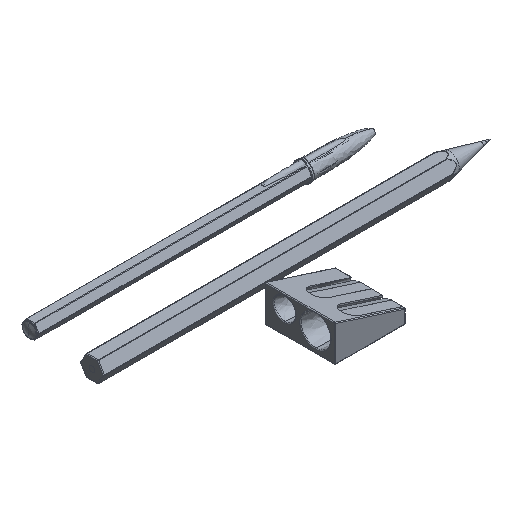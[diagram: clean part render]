
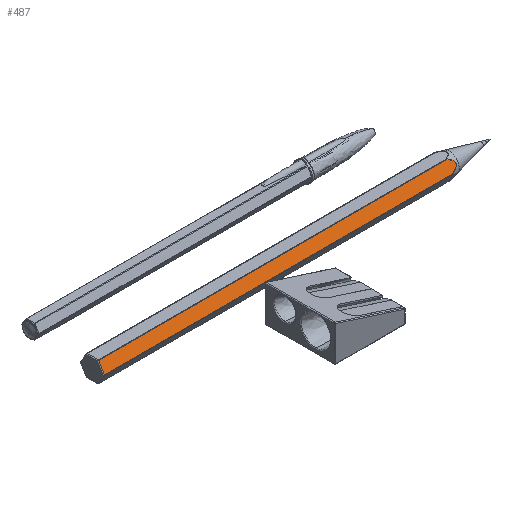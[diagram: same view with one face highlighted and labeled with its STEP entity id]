
A CAD part, isometric view. The second image highlights one B-rep face of the part: STEP entity #487.
In plain terms, the highlighted planar face has unit normal (0, 0.866, -0.5).
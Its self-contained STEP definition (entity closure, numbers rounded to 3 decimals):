
#487=ADVANCED_FACE('',(#716),#3572,.T.);
#716=FACE_OUTER_BOUND('',#952,.T.);
#952=EDGE_LOOP('',(#1890,#1891,#1892,#1893));
#1890=ORIENTED_EDGE('',*,*,#2434,.T.);
#1891=ORIENTED_EDGE('',*,*,#2433,.F.);
#1892=ORIENTED_EDGE('',*,*,#2435,.F.);
#1893=ORIENTED_EDGE('',*,*,#2436,.F.);
#2433=EDGE_CURVE('',#3332,#3331,#2976,.T.);
#2434=EDGE_CURVE('',#3333,#3331,#2977,.T.);
#2435=EDGE_CURVE('',#3334,#3332,#2978,.T.);
#2436=EDGE_CURVE('',#3333,#3334,#2979,.T.);
#2976=B_SPLINE_CURVE_WITH_KNOTS('',3,(#12600,#12601,#12602,#12603,#12604,
#12605,#12606,#12607,#12608,#12609,#12610,#12611,#12612),.UNSPECIFIED.,
 .F.,.F.,(4,1,1,1,1,1,1,1,1,1,4),(0.181,1.533,2.154,
2.559,2.958,3.326,3.694,4.059,
4.427,5.075,6.353),.UNSPECIFIED.);
#2977=B_SPLINE_CURVE_WITH_KNOTS('',1,(#12613,#12614),.UNSPECIFIED.,.F.,
 .F.,(2,2),(0.25,124.004),.UNSPECIFIED.);
#2978=B_SPLINE_CURVE_WITH_KNOTS('',1,(#12615,#12616),.UNSPECIFIED.,.F.,
 .F.,(2,2),(0.25,124.003),.UNSPECIFIED.);
#2979=B_SPLINE_CURVE_WITH_KNOTS('',1,(#12617,#12618),.UNSPECIFIED.,.F.,
 .F.,(2,2),(0.144,4.093),.UNSPECIFIED.);
#3331=VERTEX_POINT('',#12596);
#3332=VERTEX_POINT('',#12597);
#3333=VERTEX_POINT('',#12598);
#3334=VERTEX_POINT('',#12599);
#3572=PLANE('',#3648);
#3648=AXIS2_PLACEMENT_3D('',#12595,#3708,$);
#3708=DIRECTION('',(0.,0.866,-0.5));
#12595=CARTESIAN_POINT('',(68.19,-2.11,3.686));
#12596=CARTESIAN_POINT('',(65.072,-0.063,7.23));
#12597=CARTESIAN_POINT('',(65.072,-2.038,3.811));
#12598=CARTESIAN_POINT('',(-58.681,-0.063,7.23));
#12599=CARTESIAN_POINT('',(-58.681,-2.038,3.811));
#12600=CARTESIAN_POINT('',(65.072,-2.038,3.811));
#12601=CARTESIAN_POINT('',(65.479,-1.94,3.979));
#12602=CARTESIAN_POINT('',(66.062,-1.786,4.246));
#12603=CARTESIAN_POINT('',(66.703,-1.551,4.654));
#12604=CARTESIAN_POINT('',(67.034,-1.38,4.95));
#12605=CARTESIAN_POINT('',(67.242,-1.212,5.241));
#12606=CARTESIAN_POINT('',(67.304,-1.02,5.573));
#12607=CARTESIAN_POINT('',(67.192,-0.841,5.883));
#12608=CARTESIAN_POINT('',(66.979,-0.691,6.144));
#12609=CARTESIAN_POINT('',(66.65,-0.529,6.425));
#12610=CARTESIAN_POINT('',(66.026,-0.305,6.811));
#12611=CARTESIAN_POINT('',(65.457,-0.155,7.071));
#12612=CARTESIAN_POINT('',(65.072,-0.063,7.23));
#12613=CARTESIAN_POINT('',(-58.681,-0.063,7.23));
#12614=CARTESIAN_POINT('',(65.072,-0.063,7.23));
#12615=CARTESIAN_POINT('',(-58.681,-2.038,3.811));
#12616=CARTESIAN_POINT('',(65.072,-2.038,3.811));
#12617=CARTESIAN_POINT('',(-58.681,-0.063,7.23));
#12618=CARTESIAN_POINT('',(-58.681,-2.038,3.811));
